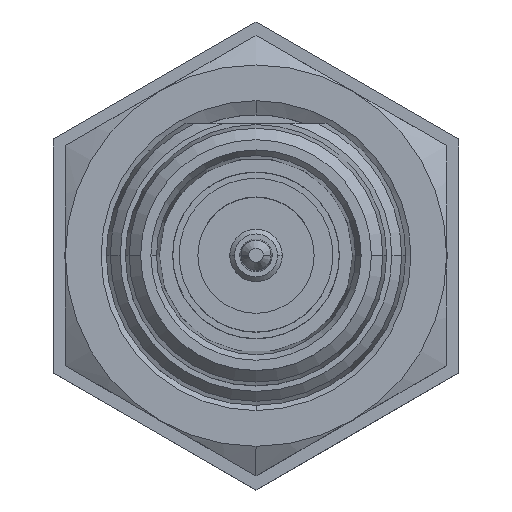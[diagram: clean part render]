
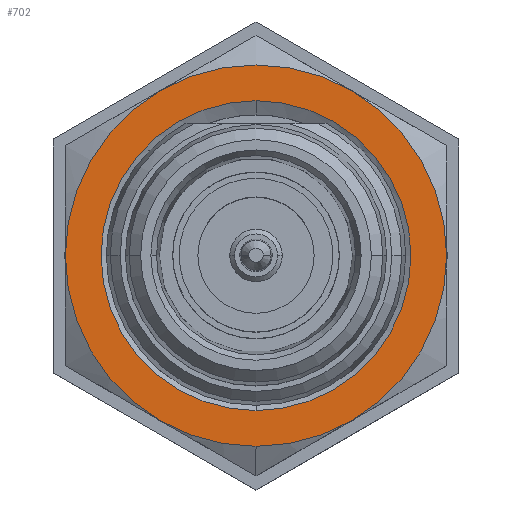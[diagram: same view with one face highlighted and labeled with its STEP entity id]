
A CAD part, top view. The second image highlights one B-rep face of the part: STEP entity #702.
In plain terms, the highlighted planar face has unit normal (0, 0, 1).
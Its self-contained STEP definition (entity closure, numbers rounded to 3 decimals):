
#15 = CIRCLE ( 'NONE', #1348, 8. ) ;
#291 = DIRECTION ( 'NONE',  ( 0., -1., 0. ) ) ;
#470 = DIRECTION ( 'NONE',  ( 0., 0., -1. ) ) ;
#496 = CARTESIAN_POINT ( 'NONE',  ( 0., 0., -13.05 ) ) ;
#534 = VERTEX_POINT ( 'NONE', #5967 ) ;
#579 = AXIS2_PLACEMENT_3D ( 'NONE', #4262, #9377, #4982 ) ;
#638 = ORIENTED_EDGE ( 'NONE', *, *, #5221, .F. ) ;
#702 = ADVANCED_FACE ( 'NONE', ( #5955, #5719 ), #6189, .F. ) ;
#888 = CIRCLE ( 'NONE', #9101, 8. ) ;
#916 = CARTESIAN_POINT ( 'NONE',  ( 0., 0., -13.05 ) ) ;
#1315 = DIRECTION ( 'NONE',  ( 0., 0., -1. ) ) ;
#1348 = AXIS2_PLACEMENT_3D ( 'NONE', #916, #4846, #5282 ) ;
#1557 = CARTESIAN_POINT ( 'NONE',  ( 0., 0., -13.05 ) ) ;
#1621 = DIRECTION ( 'NONE',  ( 0., -1., 0. ) ) ;
#1667 = EDGE_CURVE ( 'NONE', #5630, #9251, #3282, .T. ) ;
#1703 = DIRECTION ( 'NONE',  ( 0., -1., 0. ) ) ;
#1725 = CIRCLE ( 'NONE', #7578, 8. ) ;
#2029 = CARTESIAN_POINT ( 'NONE',  ( -8., 0., -13.05 ) ) ;
#2280 = VERTEX_POINT ( 'NONE', #7339 ) ;
#2418 = EDGE_LOOP ( 'NONE', ( #4954, #7327 ) ) ;
#2777 = CARTESIAN_POINT ( 'NONE',  ( 8., 0., -13.05 ) ) ;
#3059 = DIRECTION ( 'NONE',  ( 0., -1., 0. ) ) ;
#3282 = CIRCLE ( 'NONE', #8253, 8. ) ;
#3385 = CARTESIAN_POINT ( 'NONE',  ( 0., 0., -13.05 ) ) ;
#3394 = CIRCLE ( 'NONE', #4282, 8. ) ;
#3453 = DIRECTION ( 'NONE',  ( 0., 0., -1. ) ) ;
#3663 = EDGE_CURVE ( 'NONE', #9251, #2280, #5109, .T. ) ;
#3743 = ORIENTED_EDGE ( 'NONE', *, *, #3663, .F. ) ;
#4055 = AXIS2_PLACEMENT_3D ( 'NONE', #5748, #1315, #6488 ) ;
#4127 = ORIENTED_EDGE ( 'NONE', *, *, #7947, .F. ) ;
#4156 = EDGE_CURVE ( 'NONE', #5133, #9071, #7029, .T. ) ;
#4163 = DIRECTION ( 'NONE',  ( 0., -1., 0. ) ) ;
#4262 = CARTESIAN_POINT ( 'NONE',  ( 0., 0., -13.05 ) ) ;
#4282 = AXIS2_PLACEMENT_3D ( 'NONE', #3385, #470, #5645 ) ;
#4519 = EDGE_CURVE ( 'NONE', #2280, #7905, #1725, .T. ) ;
#4729 = DIRECTION ( 'NONE',  ( 0., 0., -1. ) ) ;
#4798 = AXIS2_PLACEMENT_3D ( 'NONE', #9191, #4729, #291 ) ;
#4846 = DIRECTION ( 'NONE',  ( 0., 0., -1. ) ) ;
#4954 = ORIENTED_EDGE ( 'NONE', *, *, #4156, .T. ) ;
#4960 = EDGE_CURVE ( 'NONE', #9165, #534, #3394, .T. ) ;
#4982 = DIRECTION ( 'NONE',  ( 0., -1., 0. ) ) ;
#5008 = DIRECTION ( 'NONE',  ( 0., 0., -1. ) ) ;
#5109 = CIRCLE ( 'NONE', #8188, 8. ) ;
#5133 = VERTEX_POINT ( 'NONE', #5429 ) ;
#5221 = EDGE_CURVE ( 'NONE', #534, #5465, #15, .T. ) ;
#5282 = DIRECTION ( 'NONE',  ( 0., -1., 0. ) ) ;
#5429 = CARTESIAN_POINT ( 'NONE',  ( 0., 6.5, -13.05 ) ) ;
#5465 = VERTEX_POINT ( 'NONE', #8646 ) ;
#5630 = VERTEX_POINT ( 'NONE', #2777 ) ;
#5645 = DIRECTION ( 'NONE',  ( 0., -1., 0. ) ) ;
#5671 = AXIS2_PLACEMENT_3D ( 'NONE', #1557, #8179, #3059 ) ;
#5719 = FACE_BOUND ( 'NONE', #2418, .T. ) ;
#5748 = CARTESIAN_POINT ( 'NONE',  ( 0., 0., -13.05 ) ) ;
#5759 = CARTESIAN_POINT ( 'NONE',  ( 4., -6.928, -13.05 ) ) ;
#5955 = FACE_OUTER_BOUND ( 'NONE', #7527, .T. ) ;
#5967 = CARTESIAN_POINT ( 'NONE',  ( -4., 6.928, -13.05 ) ) ;
#6189 = PLANE ( 'NONE',  #4798 ) ;
#6240 = CARTESIAN_POINT ( 'NONE',  ( 0., 0., -13.05 ) ) ;
#6488 = DIRECTION ( 'NONE',  ( 0., -1., 0. ) ) ;
#6505 = CIRCLE ( 'NONE', #579, 8. ) ;
#6948 = DIRECTION ( 'NONE',  ( 0., 0., -1. ) ) ;
#6997 = CARTESIAN_POINT ( 'NONE',  ( -4., -6.928, -13.05 ) ) ;
#7029 = CIRCLE ( 'NONE', #5671, 6.5 ) ;
#7327 = ORIENTED_EDGE ( 'NONE', *, *, #7409, .T. ) ;
#7339 = CARTESIAN_POINT ( 'NONE',  ( 0., -8., -13.05 ) ) ;
#7388 = EDGE_CURVE ( 'NONE', #5465, #5630, #6505, .T. ) ;
#7409 = EDGE_CURVE ( 'NONE', #9071, #5133, #7535, .T. ) ;
#7527 = EDGE_LOOP ( 'NONE', ( #4127, #8427, #3743, #9394, #8730, #638, #8774 ) ) ;
#7535 = CIRCLE ( 'NONE', #4055, 6.5 ) ;
#7578 = AXIS2_PLACEMENT_3D ( 'NONE', #6240, #7892, #1703 ) ;
#7815 = CARTESIAN_POINT ( 'NONE',  ( 0., -6.5, -13.05 ) ) ;
#7822 = CARTESIAN_POINT ( 'NONE',  ( 0., 0., -13.05 ) ) ;
#7892 = DIRECTION ( 'NONE',  ( 0., 0., -1. ) ) ;
#7905 = VERTEX_POINT ( 'NONE', #6997 ) ;
#7947 = EDGE_CURVE ( 'NONE', #7905, #9165, #888, .T. ) ;
#8130 = CARTESIAN_POINT ( 'NONE',  ( 0., 0., -13.05 ) ) ;
#8179 = DIRECTION ( 'NONE',  ( 0., 0., -1. ) ) ;
#8188 = AXIS2_PLACEMENT_3D ( 'NONE', #496, #6948, #4163 ) ;
#8253 = AXIS2_PLACEMENT_3D ( 'NONE', #8130, #5008, #1621 ) ;
#8427 = ORIENTED_EDGE ( 'NONE', *, *, #4519, .F. ) ;
#8559 = DIRECTION ( 'NONE',  ( 0., -1., 0. ) ) ;
#8646 = CARTESIAN_POINT ( 'NONE',  ( 4., 6.928, -13.05 ) ) ;
#8730 = ORIENTED_EDGE ( 'NONE', *, *, #7388, .F. ) ;
#8774 = ORIENTED_EDGE ( 'NONE', *, *, #4960, .F. ) ;
#9071 = VERTEX_POINT ( 'NONE', #7815 ) ;
#9101 = AXIS2_PLACEMENT_3D ( 'NONE', #7822, #3453, #8559 ) ;
#9165 = VERTEX_POINT ( 'NONE', #2029 ) ;
#9191 = CARTESIAN_POINT ( 'NONE',  ( 0., 8., -13.05 ) ) ;
#9251 = VERTEX_POINT ( 'NONE', #5759 ) ;
#9377 = DIRECTION ( 'NONE',  ( 0., 0., -1. ) ) ;
#9394 = ORIENTED_EDGE ( 'NONE', *, *, #1667, .F. ) ;
